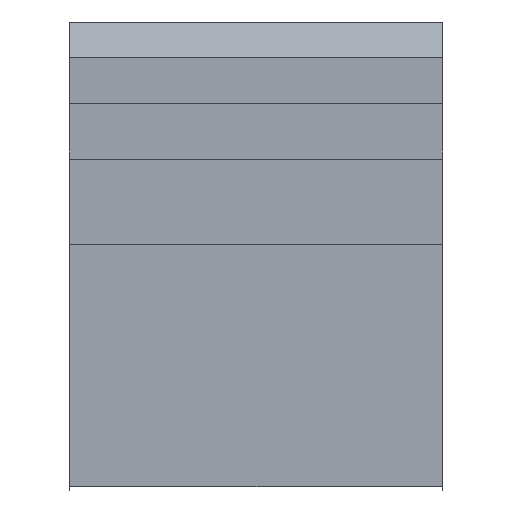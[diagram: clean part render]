
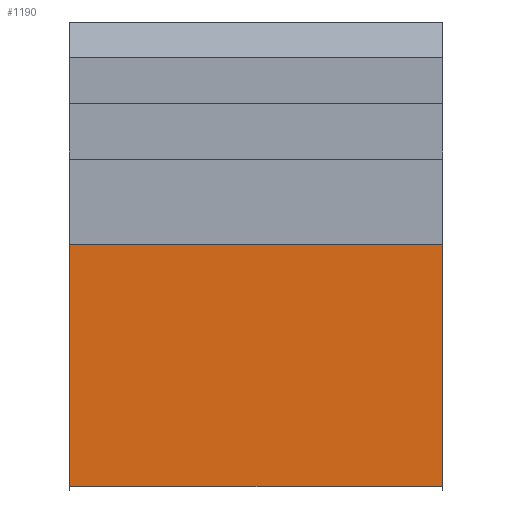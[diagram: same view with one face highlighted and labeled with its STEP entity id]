
A CAD part, top view. The second image highlights one B-rep face of the part: STEP entity #1190.
In plain terms, the highlighted planar face has unit normal (0, 0, 1).
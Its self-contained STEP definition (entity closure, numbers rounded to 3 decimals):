
#73 = PLANE('',#74);
#74 = AXIS2_PLACEMENT_3D('',#75,#76,#77);
#75 = CARTESIAN_POINT('',(500.,0.,530.));
#76 = DIRECTION('',(1.,0.,0.));
#77 = DIRECTION('',(0.,0.,1.));
#116 = PLANE('',#117);
#117 = AXIS2_PLACEMENT_3D('',#118,#119,#120);
#118 = CARTESIAN_POINT('',(-500.,0.,530.));
#119 = DIRECTION('',(1.,0.,0.));
#120 = DIRECTION('',(0.,0.,1.));
#1109 = EDGE_CURVE('',#1110,#1112,#1114,.T.);
#1110 = VERTEX_POINT('',#1111);
#1111 = CARTESIAN_POINT('',(-500.,0.,1040.));
#1112 = VERTEX_POINT('',#1113);
#1113 = CARTESIAN_POINT('',(500.,0.,1040.));
#1114 = SURFACE_CURVE('',#1115,(#1119,#1131),.PCURVE_S1.);
#1115 = LINE('',#1116,#1117);
#1116 = CARTESIAN_POINT('',(-500.,0.,1040.));
#1117 = VECTOR('',#1118,1.);
#1118 = DIRECTION('',(1.,0.,0.));
#1119 = PCURVE('',#1120,#1125);
#1120 = PLANE('',#1121);
#1121 = AXIS2_PLACEMENT_3D('',#1122,#1123,#1124);
#1122 = CARTESIAN_POINT('',(-500.,0.,1040.));
#1123 = DIRECTION('',(0.,1.,0.));
#1124 = DIRECTION('',(0.,0.,-1.));
#1125 = DEFINITIONAL_REPRESENTATION('',(#1126),#1130);
#1126 = LINE('',#1127,#1128);
#1127 = CARTESIAN_POINT('',(0.,0.));
#1128 = VECTOR('',#1129,1.);
#1129 = DIRECTION('',(0.,-1.));
#1130 = ( GEOMETRIC_REPRESENTATION_CONTEXT(2) 
PARAMETRIC_REPRESENTATION_CONTEXT() REPRESENTATION_CONTEXT('2D SPACE',''
  ) );
#1131 = PCURVE('',#1132,#1137);
#1132 = PLANE('',#1133);
#1133 = AXIS2_PLACEMENT_3D('',#1134,#1135,#1136);
#1134 = CARTESIAN_POINT('',(-500.,-649.678,1040.));
#1135 = DIRECTION('',(0.,0.,1.));
#1136 = DIRECTION('',(0.,1.,0.));
#1137 = DEFINITIONAL_REPRESENTATION('',(#1138),#1142);
#1138 = LINE('',#1139,#1140);
#1139 = CARTESIAN_POINT('',(649.678,0.));
#1140 = VECTOR('',#1141,1.);
#1141 = DIRECTION('',(0.,-1.));
#1142 = ( GEOMETRIC_REPRESENTATION_CONTEXT(2) 
PARAMETRIC_REPRESENTATION_CONTEXT() REPRESENTATION_CONTEXT('2D SPACE',''
  ) );
#1190 = ADVANCED_FACE('',(#1191),#1132,.T.);
#1191 = FACE_BOUND('',#1192,.T.);
#1192 = EDGE_LOOP('',(#1193,#1223,#1244,#1245));
#1193 = ORIENTED_EDGE('',*,*,#1194,.T.);
#1194 = EDGE_CURVE('',#1195,#1197,#1199,.T.);
#1195 = VERTEX_POINT('',#1196);
#1196 = CARTESIAN_POINT('',(-500.,-649.678,1040.));
#1197 = VERTEX_POINT('',#1198);
#1198 = CARTESIAN_POINT('',(500.,-649.678,1040.));
#1199 = SURFACE_CURVE('',#1200,(#1204,#1211),.PCURVE_S1.);
#1200 = LINE('',#1201,#1202);
#1201 = CARTESIAN_POINT('',(-500.,-649.678,1040.));
#1202 = VECTOR('',#1203,1.);
#1203 = DIRECTION('',(1.,0.,0.));
#1204 = PCURVE('',#1132,#1205);
#1205 = DEFINITIONAL_REPRESENTATION('',(#1206),#1210);
#1206 = LINE('',#1207,#1208);
#1207 = CARTESIAN_POINT('',(0.,0.));
#1208 = VECTOR('',#1209,1.);
#1209 = DIRECTION('',(0.,-1.));
#1210 = ( GEOMETRIC_REPRESENTATION_CONTEXT(2) 
PARAMETRIC_REPRESENTATION_CONTEXT() REPRESENTATION_CONTEXT('2D SPACE',''
  ) );
#1211 = PCURVE('',#1212,#1217);
#1212 = PLANE('',#1213);
#1213 = AXIS2_PLACEMENT_3D('',#1214,#1215,#1216);
#1214 = CARTESIAN_POINT('',(-500.,-649.678,1040.));
#1215 = DIRECTION('',(0.,1.,0.));
#1216 = DIRECTION('',(0.,0.,-1.));
#1217 = DEFINITIONAL_REPRESENTATION('',(#1218),#1222);
#1218 = LINE('',#1219,#1220);
#1219 = CARTESIAN_POINT('',(0.,0.));
#1220 = VECTOR('',#1221,1.);
#1221 = DIRECTION('',(0.,-1.));
#1222 = ( GEOMETRIC_REPRESENTATION_CONTEXT(2) 
PARAMETRIC_REPRESENTATION_CONTEXT() REPRESENTATION_CONTEXT('2D SPACE',''
  ) );
#1223 = ORIENTED_EDGE('',*,*,#1224,.T.);
#1224 = EDGE_CURVE('',#1197,#1112,#1225,.T.);
#1225 = SURFACE_CURVE('',#1226,(#1230,#1237),.PCURVE_S1.);
#1226 = LINE('',#1227,#1228);
#1227 = CARTESIAN_POINT('',(500.,-649.678,1040.));
#1228 = VECTOR('',#1229,1.);
#1229 = DIRECTION('',(0.,1.,0.));
#1230 = PCURVE('',#1132,#1231);
#1231 = DEFINITIONAL_REPRESENTATION('',(#1232),#1236);
#1232 = LINE('',#1233,#1234);
#1233 = CARTESIAN_POINT('',(0.,-1000.));
#1234 = VECTOR('',#1235,1.);
#1235 = DIRECTION('',(1.,0.));
#1236 = ( GEOMETRIC_REPRESENTATION_CONTEXT(2) 
PARAMETRIC_REPRESENTATION_CONTEXT() REPRESENTATION_CONTEXT('2D SPACE',''
  ) );
#1237 = PCURVE('',#73,#1238);
#1238 = DEFINITIONAL_REPRESENTATION('',(#1239),#1243);
#1239 = LINE('',#1240,#1241);
#1240 = CARTESIAN_POINT('',(510.,649.678));
#1241 = VECTOR('',#1242,1.);
#1242 = DIRECTION('',(0.,-1.));
#1243 = ( GEOMETRIC_REPRESENTATION_CONTEXT(2) 
PARAMETRIC_REPRESENTATION_CONTEXT() REPRESENTATION_CONTEXT('2D SPACE',''
  ) );
#1244 = ORIENTED_EDGE('',*,*,#1109,.F.);
#1245 = ORIENTED_EDGE('',*,*,#1246,.F.);
#1246 = EDGE_CURVE('',#1195,#1110,#1247,.T.);
#1247 = SURFACE_CURVE('',#1248,(#1252,#1259),.PCURVE_S1.);
#1248 = LINE('',#1249,#1250);
#1249 = CARTESIAN_POINT('',(-500.,-649.678,1040.));
#1250 = VECTOR('',#1251,1.);
#1251 = DIRECTION('',(0.,1.,0.));
#1252 = PCURVE('',#1132,#1253);
#1253 = DEFINITIONAL_REPRESENTATION('',(#1254),#1258);
#1254 = LINE('',#1255,#1256);
#1255 = CARTESIAN_POINT('',(0.,0.));
#1256 = VECTOR('',#1257,1.);
#1257 = DIRECTION('',(1.,0.));
#1258 = ( GEOMETRIC_REPRESENTATION_CONTEXT(2) 
PARAMETRIC_REPRESENTATION_CONTEXT() REPRESENTATION_CONTEXT('2D SPACE',''
  ) );
#1259 = PCURVE('',#116,#1260);
#1260 = DEFINITIONAL_REPRESENTATION('',(#1261),#1265);
#1261 = LINE('',#1262,#1263);
#1262 = CARTESIAN_POINT('',(510.,649.678));
#1263 = VECTOR('',#1264,1.);
#1264 = DIRECTION('',(0.,-1.));
#1265 = ( GEOMETRIC_REPRESENTATION_CONTEXT(2) 
PARAMETRIC_REPRESENTATION_CONTEXT() REPRESENTATION_CONTEXT('2D SPACE',''
  ) );
